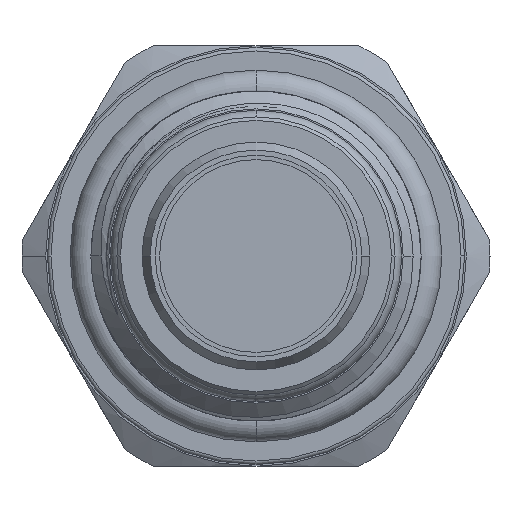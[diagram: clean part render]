
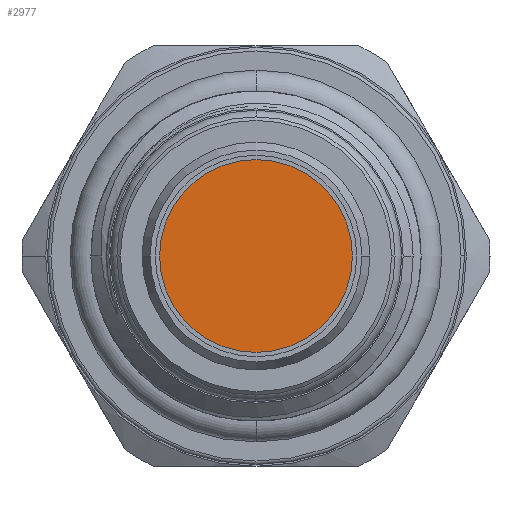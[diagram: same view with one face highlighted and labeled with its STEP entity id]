
A CAD part, left-side view. The second image highlights one B-rep face of the part: STEP entity #2977.
In plain terms, the highlighted planar face has unit normal (-1, 0, 0).
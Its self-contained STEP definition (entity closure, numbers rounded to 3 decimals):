
#102 = EDGE_CURVE ( 'NONE', #2937, #5651, #3437, .T. ) ;
#384 = CARTESIAN_POINT ( 'NONE',  ( -24.629, 5.5, 0. ) ) ;
#901 = ORIENTED_EDGE ( 'NONE', *, *, #10928, .T. ) ;
#1052 = ORIENTED_EDGE ( 'NONE', *, *, #102, .T. ) ;
#1707 = CARTESIAN_POINT ( 'NONE',  ( -24.629, 0., 0. ) ) ;
#2239 = DIRECTION ( 'NONE',  ( 1., 0., 0. ) ) ;
#2629 = AXIS2_PLACEMENT_3D ( 'NONE', #1707, #6516, #13576 ) ;
#2937 = VERTEX_POINT ( 'NONE', #12918 ) ;
#2977 = ADVANCED_FACE ( 'NONE', ( #13536 ), #5689, .F. ) ;
#3228 = CIRCLE ( 'NONE', #14560, 5.5 ) ;
#3437 = CIRCLE ( 'NONE', #2629, 5.5 ) ;
#4633 = CARTESIAN_POINT ( 'NONE',  ( -24.629, 0., 0. ) ) ;
#5169 = DIRECTION ( 'NONE',  ( -1., 0., 0. ) ) ;
#5647 = AXIS2_PLACEMENT_3D ( 'NONE', #4633, #2239, #13021 ) ;
#5651 = VERTEX_POINT ( 'NONE', #384 ) ;
#5689 = PLANE ( 'NONE',  #5647 ) ;
#6516 = DIRECTION ( 'NONE',  ( -1., 0., 0. ) ) ;
#7455 = CARTESIAN_POINT ( 'NONE',  ( -24.629, 0., 0. ) ) ;
#10928 = EDGE_CURVE ( 'NONE', #5651, #2937, #3228, .T. ) ;
#12918 = CARTESIAN_POINT ( 'NONE',  ( -24.629, -5.5, 0. ) ) ;
#13021 = DIRECTION ( 'NONE',  ( 0., 0., -1. ) ) ;
#13048 = EDGE_LOOP ( 'NONE', ( #1052, #901 ) ) ;
#13536 = FACE_OUTER_BOUND ( 'NONE', #13048, .T. ) ;
#13576 = DIRECTION ( 'NONE',  ( 0., 0., -1. ) ) ;
#13602 = DIRECTION ( 'NONE',  ( 0., 0., -1. ) ) ;
#14560 = AXIS2_PLACEMENT_3D ( 'NONE', #7455, #5169, #13602 ) ;
